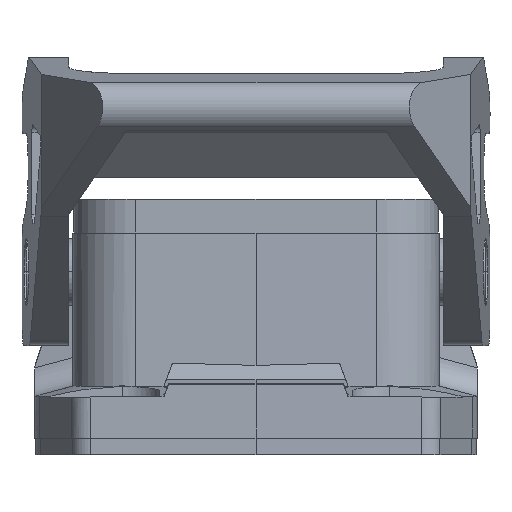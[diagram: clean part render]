
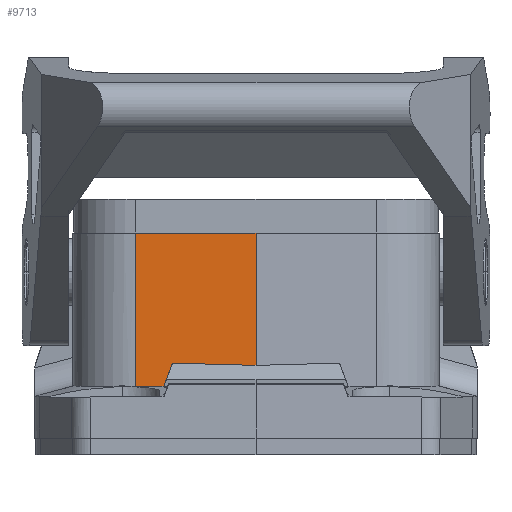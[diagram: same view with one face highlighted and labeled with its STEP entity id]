
A CAD part, front view. The second image highlights one B-rep face of the part: STEP entity #9713.
In plain terms, the highlighted face is planar.
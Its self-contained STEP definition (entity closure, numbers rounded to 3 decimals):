
#782=VERTEX_POINT('',#13798);
#801=VERTEX_POINT('',#14049);
#1058=VERTEX_POINT('',#16124);
#1143=VERTEX_POINT('',#17291);
#1147=VERTEX_POINT('',#17319);
#1148=VERTEX_POINT('',#17320);
#1788=VECTOR('',#10998,1.);
#1993=VECTOR('',#11388,1.);
#2074=VECTOR('',#11521,1.);
#2082=VECTOR('',#11534,1.);
#2083=VECTOR('',#11535,1.);
#2084=VECTOR('',#11536,1.);
#2832=LINE('',#14050,#1788);
#3037=LINE('',#16123,#1993);
#3118=LINE('',#17292,#2074);
#3126=LINE('',#17318,#2082);
#3127=LINE('',#17321,#2083);
#3128=LINE('',#17322,#2084);
#3896=EDGE_CURVE('',#801,#782,#2832,.T.);
#4184=EDGE_CURVE('',#782,#1058,#3037,.T.);
#4304=EDGE_CURVE('',#1143,#801,#3118,.T.);
#4313=EDGE_CURVE('',#1147,#1148,#3126,.T.);
#4314=EDGE_CURVE('',#1148,#1058,#3127,.T.);
#4315=EDGE_CURVE('',#1147,#1143,#3128,.T.);
#5927=ORIENTED_EDGE('',*,*,#4313,.T.);
#5928=ORIENTED_EDGE('',*,*,#4314,.T.);
#5929=ORIENTED_EDGE('',*,*,#4184,.F.);
#5930=ORIENTED_EDGE('',*,*,#3896,.F.);
#5931=ORIENTED_EDGE('',*,*,#4304,.F.);
#5932=ORIENTED_EDGE('',*,*,#4315,.F.);
#8525=EDGE_LOOP('',(#5927,#5928,#5929,#5930,#5931,#5932));
#9127=FACE_BOUND('',#8525,.T.);
#9713=ADVANCED_FACE('',(#9127),#25855,.T.);
#10328=AXIS2_PLACEMENT_3D('',#17317,#11533,$);
#10998=DIRECTION('',(0.009,1.,0.));
#11388=DIRECTION('',(0.,0.,1.));
#11521=DIRECTION('',(0.003,0.34,-0.94));
#11533=DIRECTION('',(-1.,0.009,0.));
#11534=DIRECTION('',(0.,0.,1.));
#11535=DIRECTION('',(0.009,1.,0.));
#11536=DIRECTION('',(0.009,1.,0.027));
#13798=CARTESIAN_POINT('',(1.3,31.268,57.593));
#14049=CARTESIAN_POINT('',(1.269,27.804,57.593));
#14050=CARTESIAN_POINT('',(1.269,27.804,57.593));
#16123=CARTESIAN_POINT('',(1.3,31.268,57.593));
#16124=CARTESIAN_POINT('',(1.3,31.268,75.91));
#17291=CARTESIAN_POINT('',(1.261,26.81,60.341));
#17292=CARTESIAN_POINT('',(1.261,26.81,60.341));
#17317=CARTESIAN_POINT('',(1.303,31.63,76.368));
#17318=CARTESIAN_POINT('',(1.173,16.803,60.073));
#17319=CARTESIAN_POINT('',(1.173,16.803,60.073));
#17320=CARTESIAN_POINT('',(1.173,16.803,75.91));
#17321=CARTESIAN_POINT('',(1.173,16.803,75.91));
#17322=CARTESIAN_POINT('',(1.173,16.803,60.073));
#25855=PLANE('',#10328);
